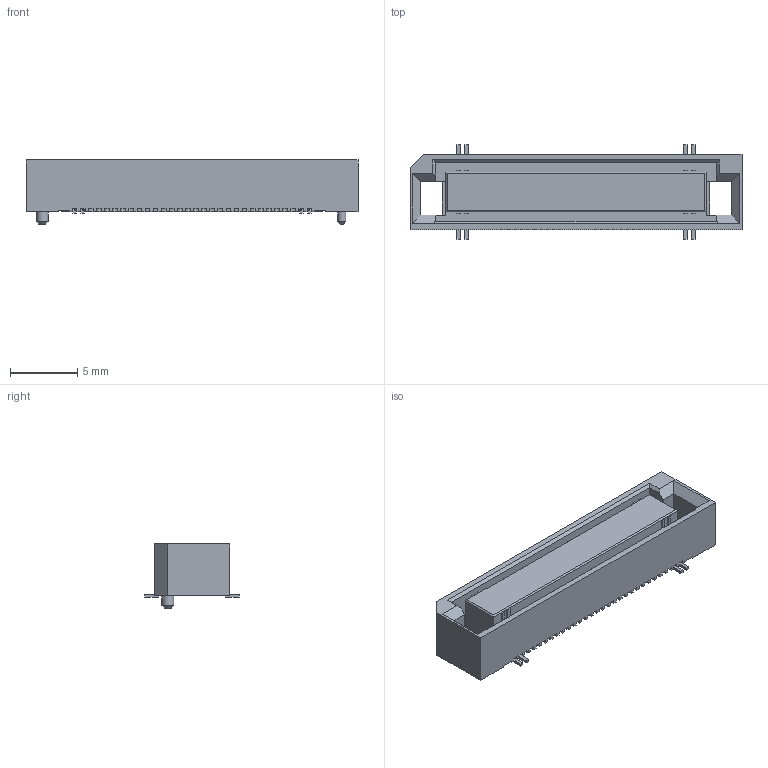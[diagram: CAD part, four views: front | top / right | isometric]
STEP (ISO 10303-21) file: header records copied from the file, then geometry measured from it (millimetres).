
FILE_DESCRIPTION(/* description */ (''),/* implementation_level */ '2;1');
FILE_NAME(/* name */ 'HIROSE_FX8C-60S-SV.stp',/* time_stamp */ '2016-06-23T10:25:51+02:00',/* author */ ('riccim'),/* organization */ ('SolidWorks'),/* preprocessor_version */ 'ST-DEVELOPER v15.5',/* originating_system */ 'AutoCAD Mechanical',/* authorisation */ ' ');
FILE_SCHEMA (('AUTOMOTIVE_DESIGN { 1 0 10303 214 3 1 1 }'));
Length unit declared in the file: millimetre
Products named in the file (1): Product
Bounding box: 24.6 x 7 x 4.75 mm (x, y, z)
Volume: 383.2 mm3; surface area: 875.5 mm2
Topology: 17 solids, 17 shells, 438 faces, 1199 edges, 794 vertices
Faces by surface type: plane 434, cone 2, cylinder 2
Full cylindrical faces by diameter (mm): 0.6 x1, 0.9 x1
Entity records: 13561 total; most frequent: CARTESIAN_POINT 2424, ORIENTED_EDGE 2386, DIRECTION 2077, EDGE_CURVE 1193, LINE 1187, VECTOR 1187, VERTEX_POINT 792, EDGE_LOOP 445
